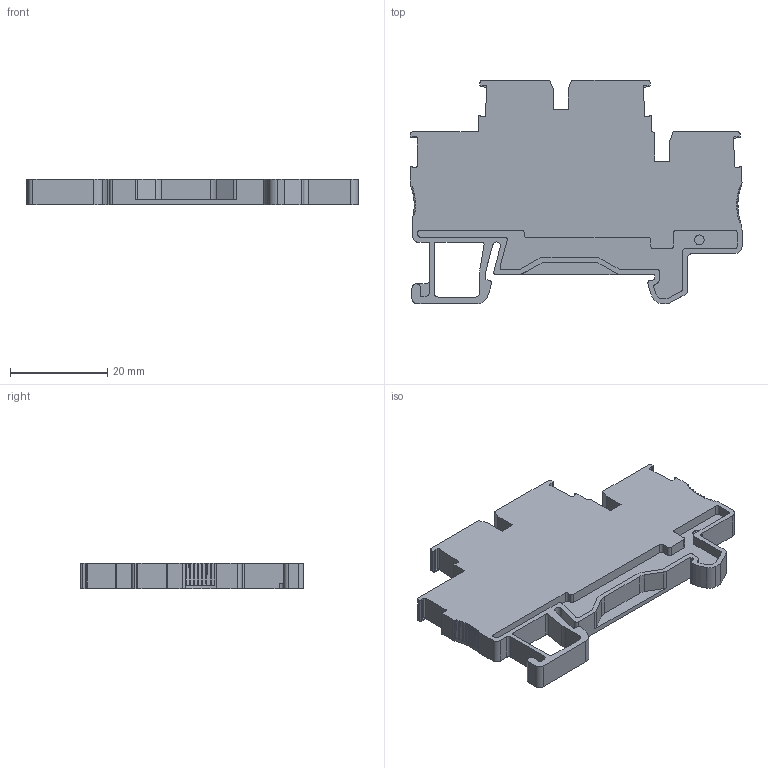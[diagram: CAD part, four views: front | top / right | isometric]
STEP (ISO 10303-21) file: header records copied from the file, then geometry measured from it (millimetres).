
FILE_DESCRIPTION(/* description */ (''),/* implementation_level */ '2;1');
FILE_NAME(/* name */ 'TPD2.5-2-GY.stp',/* time_stamp */ '2021-11-05T10:09:58+08:00',/* author */ (''),/* organization */ (''),/* preprocessor_version */ 'ST-DEVELOPER v16.7',/* originating_system */ 'SIEMENS PLM Software NX 12.0',/* authorisation */ '');
FILE_SCHEMA (('AP203_CONFIGURATION_CONTROLLED_3D_DESIGN_OF_MECHANICAL_PARTS_AND_ASSEMBLIES_MIM_LF { 1 0 10303 403 2 1 2}'));
Length unit declared in the file: millimetre
Products named in the file (1): SP6211T1001810
Bounding box: 68.15 x 45.85 x 5.2 mm (x, y, z)
Volume: 10059.1 mm3; surface area: 6884.5 mm2
Topology: 1 solids, 1 shells, 318 faces, 929 edges, 618 vertices
Faces by surface type: plane 208, cylinder 106, torus 4
Full cylindrical faces by diameter (mm): 2 x1
Entity records: 10679 total; most frequent: CARTESIAN_POINT 1892, ORIENTED_EDGE 1856, DIRECTION 1831, EDGE_CURVE 928, LINE 649, VECTOR 649, VERTEX_POINT 618, AXIS2_PLACEMENT_3D 591
